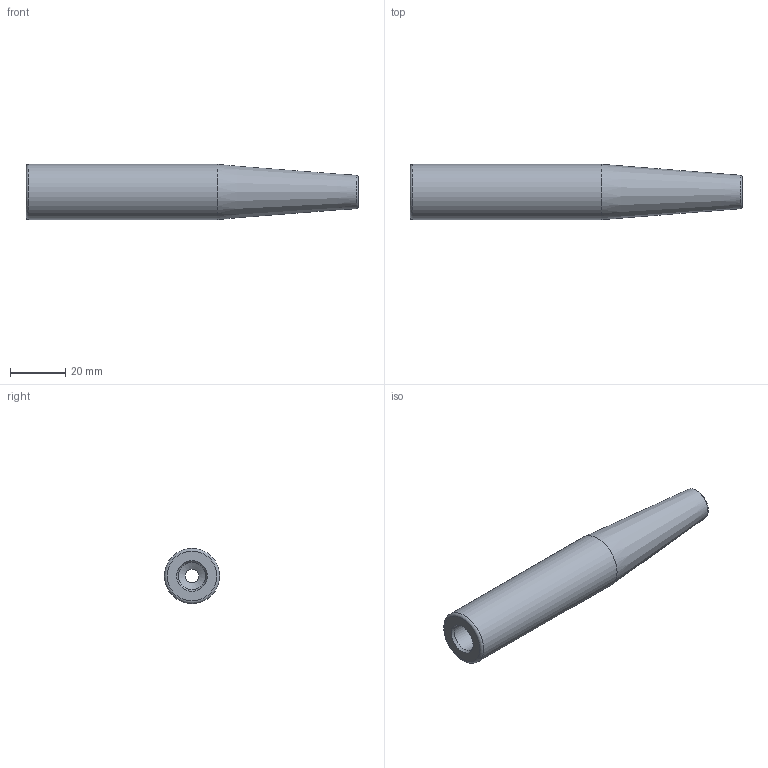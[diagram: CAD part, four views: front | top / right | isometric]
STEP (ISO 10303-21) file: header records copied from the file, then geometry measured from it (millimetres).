
FILE_DESCRIPTION(/* description */ (''),/* implementation_level */ '2;1');
FILE_NAME(/* name */ 'ST20-SFH8-120.stp',/* time_stamp */ '2022-02-18T08:16:01+09:00',/* author */ ('eos'),/* organization */ (''),/* preprocessor_version */ 'ST-DEVELOPER v18.1',/* originating_system */ 'Autodesk Inventor 2022',/* authorisation */ '');
FILE_SCHEMA (('AUTOMOTIVE_DESIGN { 1 0 10303 214 3 1 1 }'));
Length unit declared in the file: millimetre
Products named in the file (1): LO-ST16-SFH6-120
Bounding box: 120 x 20 x 20 mm (x, y, z)
Volume: 24386.9 mm3; surface area: 10606.1 mm2
Topology: 1 solids, 1 shells, 15 faces, 31 edges, 20 vertices
Faces by surface type: cylinder 5, plane 4, cone 3, torus 3
Full cylindrical faces by diameter (mm): 4.917 x1, 8 x1, 9 x1, 10 x1, 20 x1
Entity records: 459 total; most frequent: DIRECTION 86, CARTESIAN_POINT 67, ORIENTED_EDGE 62, AXIS2_PLACEMENT_3D 39, EDGE_CURVE 31, CIRCLE 23, VERTEX_POINT 20, EDGE_LOOP 19
